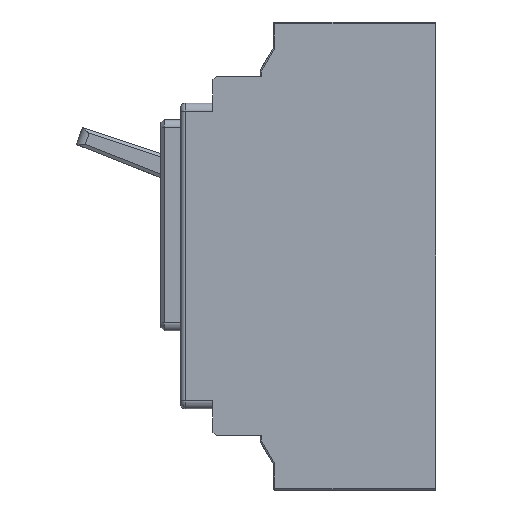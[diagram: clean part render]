
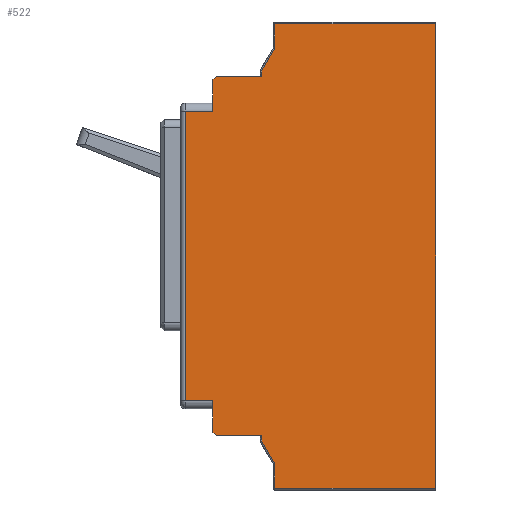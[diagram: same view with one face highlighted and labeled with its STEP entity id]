
A CAD part, left-side view. The second image highlights one B-rep face of the part: STEP entity #522.
In plain terms, the highlighted planar face has unit normal (-1, 0, 0).
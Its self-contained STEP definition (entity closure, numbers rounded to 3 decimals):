
#522 = ADVANCED_FACE ( 'NONE', ( #17605 ), #10295, .T. ) ;
#645 = EDGE_CURVE ( 'NONE', #15965, #7238, #10928, .T. ) ;
#1097 = VECTOR ( 'NONE', #19811, 1000. ) ;
#1453 = EDGE_LOOP ( 'NONE', ( #9134, #2779, #19330, #1563, #26334, #28847, #1746, #18383, #12576, #9070, #13768, #2588, #27102, #31361, #18766, #6822, #21844, #7453 ) ) ;
#1563 = ORIENTED_EDGE ( 'NONE', *, *, #12858, .T. ) ;
#1746 = ORIENTED_EDGE ( 'NONE', *, *, #28070, .T. ) ;
#1792 = EDGE_CURVE ( 'NONE', #6482, #9605, #16997, .T. ) ;
#1878 = LINE ( 'NONE', #6280, #23593 ) ;
#1991 = EDGE_CURVE ( 'NONE', #4541, #13570, #8858, .T. ) ;
#2068 = EDGE_CURVE ( 'NONE', #4541, #21114, #1878, .T. ) ;
#2087 = VERTEX_POINT ( 'NONE', #19087 ) ;
#2232 = CARTESIAN_POINT ( 'NONE',  ( -107.5, 0., -144. ) ) ;
#2439 = DIRECTION ( 'NONE',  ( 0., 0., -1. ) ) ;
#2467 = LINE ( 'NONE', #17385, #26909 ) ;
#2588 = ORIENTED_EDGE ( 'NONE', *, *, #1991, .T. ) ;
#2685 = DIRECTION ( 'NONE',  ( -1., 0., 0. ) ) ;
#2703 = LINE ( 'NONE', #10151, #14090 ) ;
#2779 = ORIENTED_EDGE ( 'NONE', *, *, #645, .T. ) ;
#3202 = CARTESIAN_POINT ( 'NONE',  ( -107.5, 107., 110.5 ) ) ;
#3489 = DIRECTION ( 'NONE',  ( 0., -0.707, -0.707 ) ) ;
#3517 = LINE ( 'NONE', #30616, #13736 ) ;
#4068 = CARTESIAN_POINT ( 'NONE',  ( -107.5, 107., -113.876 ) ) ;
#4184 = VERTEX_POINT ( 'NONE', #24023 ) ;
#4534 = CARTESIAN_POINT ( 'NONE',  ( -107.5, 137., 108.5 ) ) ;
#4541 = VERTEX_POINT ( 'NONE', #15777 ) ;
#4667 = CARTESIAN_POINT ( 'NONE',  ( -107.5, 0., 143. ) ) ;
#5356 = VECTOR ( 'NONE', #8487, 1000. ) ;
#5412 = VECTOR ( 'NONE', #11202, 1000. ) ;
#5647 = CARTESIAN_POINT ( 'NONE',  ( -107.5, 154., 89. ) ) ;
#5913 = CARTESIAN_POINT ( 'NONE',  ( -107.5, 122.75, -122.75 ) ) ;
#6276 = CARTESIAN_POINT ( 'NONE',  ( -107.5, 107., 113.876 ) ) ;
#6280 = CARTESIAN_POINT ( 'NONE',  ( -107.5, 108., 110.5 ) ) ;
#6453 = CARTESIAN_POINT ( 'NONE',  ( -107.5, 0., -143. ) ) ;
#6482 = VERTEX_POINT ( 'NONE', #4667 ) ;
#6822 = ORIENTED_EDGE ( 'NONE', *, *, #22202, .T. ) ;
#6953 = EDGE_CURVE ( 'NONE', #21139, #15306, #2467, .T. ) ;
#7113 = DIRECTION ( 'NONE',  ( 0., 1., 0. ) ) ;
#7238 = VERTEX_POINT ( 'NONE', #4068 ) ;
#7365 = CARTESIAN_POINT ( 'NONE',  ( -107.5, 157., 89. ) ) ;
#7453 = ORIENTED_EDGE ( 'NONE', *, *, #14647, .T. ) ;
#8248 = EDGE_CURVE ( 'NONE', #4184, #20766, #31097, .T. ) ;
#8487 = DIRECTION ( 'NONE',  ( 0., 0., -1. ) ) ;
#8597 = VECTOR ( 'NONE', #27643, 1000. ) ;
#8858 = LINE ( 'NONE', #25934, #24097 ) ;
#8943 = AXIS2_PLACEMENT_3D ( 'NONE', #15166, #2685, #22480 ) ;
#8970 = EDGE_CURVE ( 'NONE', #31643, #4184, #22571, .T. ) ;
#9070 = ORIENTED_EDGE ( 'NONE', *, *, #29681, .T. ) ;
#9134 = ORIENTED_EDGE ( 'NONE', *, *, #15651, .F. ) ;
#9349 = VERTEX_POINT ( 'NONE', #31678 ) ;
#9382 = CARTESIAN_POINT ( 'NONE',  ( -107.5, 108., -110.5 ) ) ;
#9605 = VERTEX_POINT ( 'NONE', #6453 ) ;
#9847 = CARTESIAN_POINT ( 'NONE',  ( -107.5, 99., 143. ) ) ;
#10151 = CARTESIAN_POINT ( 'NONE',  ( -107.5, 99., -144. ) ) ;
#10295 = PLANE ( 'NONE',  #8943 ) ;
#10539 = EDGE_CURVE ( 'NONE', #7238, #28206, #27028, .T. ) ;
#10541 = CARTESIAN_POINT ( 'NONE',  ( -107.5, 0., -143. ) ) ;
#10928 = LINE ( 'NONE', #30731, #5356 ) ;
#11202 = DIRECTION ( 'NONE',  ( 0., 0., 1. ) ) ;
#11599 = DIRECTION ( 'NONE',  ( 0., 0.5, -0.866 ) ) ;
#12321 = CARTESIAN_POINT ( 'NONE',  ( -107.5, 99., 128. ) ) ;
#12576 = ORIENTED_EDGE ( 'NONE', *, *, #8248, .T. ) ;
#12585 = DIRECTION ( 'NONE',  ( 0., 0., -1. ) ) ;
#12858 = EDGE_CURVE ( 'NONE', #28206, #27480, #2703, .T. ) ;
#12913 = VECTOR ( 'NONE', #30936, 1000. ) ;
#13171 = LINE ( 'NONE', #23100, #5412 ) ;
#13570 = VERTEX_POINT ( 'NONE', #4534 ) ;
#13736 = VECTOR ( 'NONE', #25759, 1000. ) ;
#13768 = ORIENTED_EDGE ( 'NONE', *, *, #2068, .F. ) ;
#13891 = DIRECTION ( 'NONE',  ( 0., 0.707, -0.707 ) ) ;
#14035 = CARTESIAN_POINT ( 'NONE',  ( -107.5, 137., -110.5 ) ) ;
#14090 = VECTOR ( 'NONE', #12585, 1000. ) ;
#14506 = DIRECTION ( 'NONE',  ( 0., 1., 0. ) ) ;
#14647 = EDGE_CURVE ( 'NONE', #2087, #25823, #21161, .T. ) ;
#14933 = VECTOR ( 'NONE', #27945, 1000. ) ;
#15166 = CARTESIAN_POINT ( 'NONE',  ( -107.5, 0., 0. ) ) ;
#15306 = VERTEX_POINT ( 'NONE', #24680 ) ;
#15456 = LINE ( 'NONE', #17390, #8597 ) ;
#15651 = EDGE_CURVE ( 'NONE', #15965, #25823, #21254, .T. ) ;
#15777 = CARTESIAN_POINT ( 'NONE',  ( -107.5, 135., 110.5 ) ) ;
#15965 = VERTEX_POINT ( 'NONE', #32038 ) ;
#16070 = VECTOR ( 'NONE', #11599, 1000. ) ;
#16636 = CARTESIAN_POINT ( 'NONE',  ( -107.5, 107.134, 113.644 ) ) ;
#16931 = DIRECTION ( 'NONE',  ( 0., -0.5, -0.866 ) ) ;
#16997 = LINE ( 'NONE', #2232, #20988 ) ;
#17385 = CARTESIAN_POINT ( 'NONE',  ( -107.5, 154., -89. ) ) ;
#17390 = CARTESIAN_POINT ( 'NONE',  ( -107.5, 137., -89. ) ) ;
#17562 = DIRECTION ( 'NONE',  ( 0., 0., -1. ) ) ;
#17605 = FACE_OUTER_BOUND ( 'NONE', #1453, .T. ) ;
#17749 = EDGE_CURVE ( 'NONE', #9349, #21139, #27354, .T. ) ;
#18020 = LINE ( 'NONE', #10541, #14933 ) ;
#18277 = CARTESIAN_POINT ( 'NONE',  ( -107.5, 137., -89. ) ) ;
#18383 = ORIENTED_EDGE ( 'NONE', *, *, #8970, .T. ) ;
#18766 = ORIENTED_EDGE ( 'NONE', *, *, #6953, .T. ) ;
#19087 = CARTESIAN_POINT ( 'NONE',  ( -107.5, 137., -108.5 ) ) ;
#19330 = ORIENTED_EDGE ( 'NONE', *, *, #10539, .T. ) ;
#19552 = EDGE_CURVE ( 'NONE', #27480, #9605, #18020, .T. ) ;
#19701 = CARTESIAN_POINT ( 'NONE',  ( -107.5, 99.134, -127.5 ) ) ;
#19811 = DIRECTION ( 'NONE',  ( 0., 1., 0. ) ) ;
#19896 = VECTOR ( 'NONE', #3489, 1000. ) ;
#20693 = EDGE_CURVE ( 'NONE', #2087, #23126, #28834, .T. ) ;
#20766 = VERTEX_POINT ( 'NONE', #6276 ) ;
#20905 = CARTESIAN_POINT ( 'NONE',  ( -107.5, 99., -127.732 ) ) ;
#20988 = VECTOR ( 'NONE', #22045, 1000. ) ;
#21114 = VERTEX_POINT ( 'NONE', #3202 ) ;
#21139 = VERTEX_POINT ( 'NONE', #5647 ) ;
#21161 = LINE ( 'NONE', #5913, #19896 ) ;
#21254 = LINE ( 'NONE', #9382, #26716 ) ;
#21367 = DIRECTION ( 'NONE',  ( 0., -1., 0. ) ) ;
#21844 = ORIENTED_EDGE ( 'NONE', *, *, #20693, .F. ) ;
#22045 = DIRECTION ( 'NONE',  ( 0., 0., -1. ) ) ;
#22202 = EDGE_CURVE ( 'NONE', #15306, #23126, #15456, .T. ) ;
#22480 = DIRECTION ( 'NONE',  ( 0., 0., 1. ) ) ;
#22571 = LINE ( 'NONE', #12321, #31660 ) ;
#23100 = CARTESIAN_POINT ( 'NONE',  ( -107.5, 137., 110.5 ) ) ;
#23126 = VERTEX_POINT ( 'NONE', #18277 ) ;
#23344 = CARTESIAN_POINT ( 'NONE',  ( -107.5, 135., -110.5 ) ) ;
#23593 = VECTOR ( 'NONE', #21367, 1000. ) ;
#24023 = CARTESIAN_POINT ( 'NONE',  ( -107.5, 99., 127.732 ) ) ;
#24097 = VECTOR ( 'NONE', #13891, 1000. ) ;
#24680 = CARTESIAN_POINT ( 'NONE',  ( -107.5, 154., -89. ) ) ;
#24693 = CARTESIAN_POINT ( 'NONE',  ( -107.5, 100., 143. ) ) ;
#25759 = DIRECTION ( 'NONE',  ( 0., 0., -1. ) ) ;
#25823 = VERTEX_POINT ( 'NONE', #23344 ) ;
#25934 = CARTESIAN_POINT ( 'NONE',  ( -107.5, 122.75, 122.75 ) ) ;
#26334 = ORIENTED_EDGE ( 'NONE', *, *, #19552, .T. ) ;
#26716 = VECTOR ( 'NONE', #7113, 1000. ) ;
#26909 = VECTOR ( 'NONE', #17562, 1000. ) ;
#27028 = LINE ( 'NONE', #19701, #29091 ) ;
#27102 = ORIENTED_EDGE ( 'NONE', *, *, #30668, .F. ) ;
#27139 = LINE ( 'NONE', #24693, #1097 ) ;
#27354 = LINE ( 'NONE', #7365, #28310 ) ;
#27480 = VERTEX_POINT ( 'NONE', #27592 ) ;
#27592 = CARTESIAN_POINT ( 'NONE',  ( -107.5, 99., -143. ) ) ;
#27643 = DIRECTION ( 'NONE',  ( 0., -1., 0. ) ) ;
#27945 = DIRECTION ( 'NONE',  ( 0., -1., 0. ) ) ;
#28070 = EDGE_CURVE ( 'NONE', #6482, #31643, #27139, .T. ) ;
#28206 = VERTEX_POINT ( 'NONE', #20905 ) ;
#28310 = VECTOR ( 'NONE', #14506, 1000. ) ;
#28834 = LINE ( 'NONE', #14035, #12913 ) ;
#28847 = ORIENTED_EDGE ( 'NONE', *, *, #1792, .F. ) ;
#29091 = VECTOR ( 'NONE', #16931, 1000. ) ;
#29681 = EDGE_CURVE ( 'NONE', #20766, #21114, #3517, .T. ) ;
#30616 = CARTESIAN_POINT ( 'NONE',  ( -107.5, 107., 110.5 ) ) ;
#30668 = EDGE_CURVE ( 'NONE', #9349, #13570, #13171, .T. ) ;
#30731 = CARTESIAN_POINT ( 'NONE',  ( -107.5, 107., -114.144 ) ) ;
#30936 = DIRECTION ( 'NONE',  ( 0., 0., 1. ) ) ;
#31097 = LINE ( 'NONE', #16636, #16070 ) ;
#31361 = ORIENTED_EDGE ( 'NONE', *, *, #17749, .T. ) ;
#31643 = VERTEX_POINT ( 'NONE', #9847 ) ;
#31660 = VECTOR ( 'NONE', #2439, 1000. ) ;
#31678 = CARTESIAN_POINT ( 'NONE',  ( -107.5, 137., 89. ) ) ;
#32038 = CARTESIAN_POINT ( 'NONE',  ( -107.5, 107., -110.5 ) ) ;
